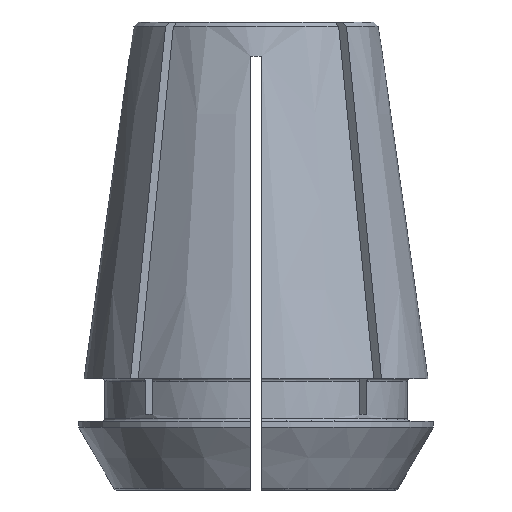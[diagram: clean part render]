
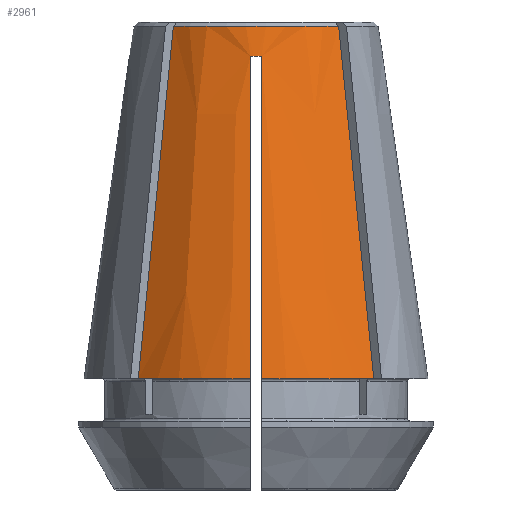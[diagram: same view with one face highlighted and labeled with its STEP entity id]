
A CAD part, front view. The second image highlights one B-rep face of the part: STEP entity #2961.
In plain terms, the highlighted conical face has half-angle 8 degrees and reference radius 8.86 mm.
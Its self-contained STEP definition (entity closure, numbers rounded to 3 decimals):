
#113=B_SPLINE_CURVE_WITH_KNOTS('',3,(#4458,#4459,#4460,#4461,#4462,#4463,
#4464),.UNSPECIFIED.,.F.,.F.,(4,3,4),(0.,0.022,
0.026),.UNSPECIFIED.);
#114=B_SPLINE_CURVE_WITH_KNOTS('',3,(#4468,#4469,#4470,#4471,#4472,#4473,
#4474),.UNSPECIFIED.,.F.,.F.,(4,3,4),(0.,0.016,
0.026),.UNSPECIFIED.);
#115=B_SPLINE_CURVE_WITH_KNOTS('',3,(#4478,#4479,#4480,#4481,#4482,#4483,
#4484,#4485,#4486,#4487),.UNSPECIFIED.,.F.,.F.,(4,3,3,4),(0.014,
0.017,0.034,0.038),.UNSPECIFIED.);
#116=B_SPLINE_CURVE_WITH_KNOTS('',3,(#4491,#4492,#4493,#4494,#4495,#4496,
#4497,#4498,#4499,#4500),.UNSPECIFIED.,.F.,.F.,(4,3,3,4),(0.014,
0.017,0.034,0.038),.UNSPECIFIED.);
#186=CONICAL_SURFACE('',#3147,8.86,0.14);
#668=ORIENTED_EDGE('',*,*,#1626,.T.);
#669=ORIENTED_EDGE('',*,*,#1627,.T.);
#670=ORIENTED_EDGE('',*,*,#1628,.F.);
#671=ORIENTED_EDGE('',*,*,#1629,.T.);
#672=ORIENTED_EDGE('',*,*,#1630,.T.);
#673=ORIENTED_EDGE('',*,*,#1631,.F.);
#674=ORIENTED_EDGE('',*,*,#1632,.F.);
#675=ORIENTED_EDGE('',*,*,#1633,.T.);
#1626=EDGE_CURVE('',#2104,#2105,#2417,.T.);
#1627=EDGE_CURVE('',#2105,#2106,#113,.T.);
#1628=EDGE_CURVE('',#2107,#2106,#2418,.T.);
#1629=EDGE_CURVE('',#2107,#2108,#114,.T.);
#1630=EDGE_CURVE('',#2108,#2109,#2419,.T.);
#1631=EDGE_CURVE('',#2110,#2109,#115,.T.);
#1632=EDGE_CURVE('',#2111,#2110,#2420,.T.);
#1633=EDGE_CURVE('',#2111,#2104,#116,.T.);
#2104=VERTEX_POINT('',#4456);
#2105=VERTEX_POINT('',#4457);
#2106=VERTEX_POINT('',#4465);
#2107=VERTEX_POINT('',#4467);
#2108=VERTEX_POINT('',#4475);
#2109=VERTEX_POINT('',#4477);
#2110=VERTEX_POINT('',#4488);
#2111=VERTEX_POINT('',#4490);
#2417=CIRCLE('',#3148,12.5);
#2418=CIRCLE('',#3149,8.902);
#2419=CIRCLE('',#3150,12.5);
#2420=CIRCLE('',#3151,9.211);
#2601=EDGE_LOOP('',(#668,#669,#670,#671,#672,#673,#674,#675));
#2761=FACE_BOUND('',#2601,.T.);
#2961=ADVANCED_FACE('',(#2761),#186,.T.);
#3147=AXIS2_PLACEMENT_3D('',#4454,#3527,#3528);
#3148=AXIS2_PLACEMENT_3D('',#4455,#3529,#3530);
#3149=AXIS2_PLACEMENT_3D('',#4466,#3531,#3532);
#3150=AXIS2_PLACEMENT_3D('',#4476,#3533,#3534);
#3151=AXIS2_PLACEMENT_3D('',#4489,#3535,#3536);
#3527=DIRECTION('',(0.,0.,-1.));
#3528=DIRECTION('',(-1.,0.,0.));
#3529=DIRECTION('',(0.,0.,1.));
#3530=DIRECTION('',(1.,0.,0.));
#3531=DIRECTION('',(0.,0.,1.));
#3532=DIRECTION('',(1.,0.,0.));
#3533=DIRECTION('',(0.,0.,1.));
#3534=DIRECTION('',(1.,0.,0.));
#3535=DIRECTION('',(0.,0.,-1.));
#3536=DIRECTION('',(-1.,0.,0.));
#4454=CARTESIAN_POINT('',(0.,0.,29.));
#4455=CARTESIAN_POINT('',(0.,0.,3.1));
#4456=CARTESIAN_POINT('',(0.4,-12.494,3.1));
#4457=CARTESIAN_POINT('',(8.551,-9.117,3.1));
#4458=CARTESIAN_POINT('',(8.551,-9.117,3.1));
#4459=CARTESIAN_POINT('',(7.831,-8.397,10.344));
#4460=CARTESIAN_POINT('',(7.111,-7.677,17.588));
#4461=CARTESIAN_POINT('',(6.39,-6.956,24.832));
#4462=CARTESIAN_POINT('',(6.262,-6.828,26.122));
#4463=CARTESIAN_POINT('',(6.134,-6.699,27.413));
#4464=CARTESIAN_POINT('',(6.005,-6.571,28.703));
#4465=CARTESIAN_POINT('',(6.005,-6.571,28.703));
#4466=CARTESIAN_POINT('',(0.,0.,28.703));
#4467=CARTESIAN_POINT('',(-6.005,-6.571,28.703));
#4468=CARTESIAN_POINT('',(-6.005,-6.571,28.703));
#4469=CARTESIAN_POINT('',(-6.518,-7.084,23.544));
#4470=CARTESIAN_POINT('',(-7.031,-7.597,18.386));
#4471=CARTESIAN_POINT('',(-7.544,-8.11,13.227));
#4472=CARTESIAN_POINT('',(-7.88,-8.446,9.851));
#4473=CARTESIAN_POINT('',(-8.216,-8.782,6.476));
#4474=CARTESIAN_POINT('',(-8.551,-9.117,3.1));
#4475=CARTESIAN_POINT('',(-8.551,-9.117,3.1));
#4476=CARTESIAN_POINT('',(0.,0.,3.1));
#4477=CARTESIAN_POINT('',(-0.4,-12.494,3.1));
#4478=CARTESIAN_POINT('',(-0.4,-9.203,26.5));
#4479=CARTESIAN_POINT('',(-0.4,-9.341,25.513));
#4480=CARTESIAN_POINT('',(-0.4,-9.48,24.527));
#4481=CARTESIAN_POINT('',(-0.4,-9.619,23.54));
#4482=CARTESIAN_POINT('',(-0.4,-10.404,17.961));
#4483=CARTESIAN_POINT('',(-0.4,-11.188,12.381));
#4484=CARTESIAN_POINT('',(-0.4,-11.973,6.802));
#4485=CARTESIAN_POINT('',(-0.4,-12.147,5.568));
#4486=CARTESIAN_POINT('',(-0.4,-12.32,4.334));
#4487=CARTESIAN_POINT('',(-0.4,-12.494,3.1));
#4488=CARTESIAN_POINT('',(-0.4,-9.203,26.5));
#4489=CARTESIAN_POINT('',(0.,0.,26.5));
#4490=CARTESIAN_POINT('',(0.4,-9.203,26.5));
#4491=CARTESIAN_POINT('',(0.4,-9.203,26.5));
#4492=CARTESIAN_POINT('',(0.4,-9.341,25.513));
#4493=CARTESIAN_POINT('',(0.4,-9.48,24.527));
#4494=CARTESIAN_POINT('',(0.4,-9.619,23.54));
#4495=CARTESIAN_POINT('',(0.4,-10.404,17.961));
#4496=CARTESIAN_POINT('',(0.4,-11.188,12.381));
#4497=CARTESIAN_POINT('',(0.4,-11.973,6.802));
#4498=CARTESIAN_POINT('',(0.4,-12.147,5.568));
#4499=CARTESIAN_POINT('',(0.4,-12.32,4.334));
#4500=CARTESIAN_POINT('',(0.4,-12.494,3.1));
